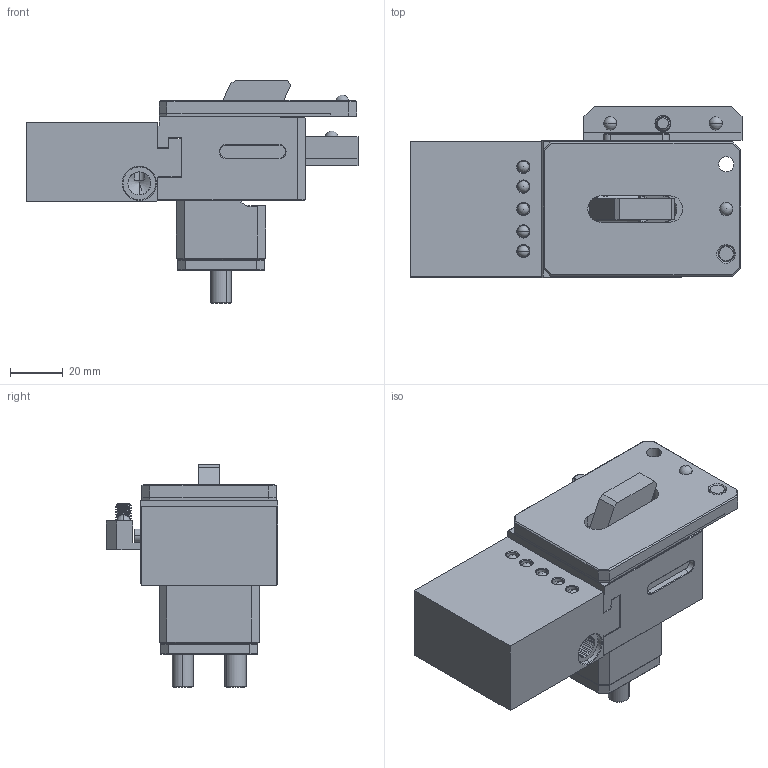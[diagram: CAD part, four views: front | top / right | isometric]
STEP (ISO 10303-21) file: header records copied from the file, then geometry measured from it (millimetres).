
FILE_DESCRIPTION (( 'STEP AP214' ), '1' );
FILE_NAME ('CR525019.STEP', '2024-07-22T12:56:46', ( '' ), ( '' ), 'SwSTEP 2.0', 'SolidWorks 2021', '' );
FILE_SCHEMA (( 'AUTOMOTIVE_DESIGN' ));
Length unit declared in the file: millimetre
Products named in the file (23): 9CR000000-T_91294A239; 9CS000000-G; 9CR424509-C; iman_8x4; torica_3.1x1i6; 9CS423009-T; iman_6x3; Junta_tor_4x1.5; 9CS523524-D2; 9CS523519-D1_rodons; 9CS523519-C; iman_6x2; 9CS523511-A; 9CR425009-G; 9CS523511-E; Bola_5; 9CR000000-F; iman_6x5; 9CR525011-B_9CS423009-sin taladro; iman_14x4; Chaveta_25x5; CR525019; Bola_4i5
Assembly tree (45 placements, depth 2):
  CR525019
    9CS523511-A
    iman_6x5
    iman_6x3  x2
    9CS523519-C
    9CS423009-T  x2
    9CS523511-E
    iman_6x2
    9CS523519-D1_rodons
    9CS523524-D2
    iman_14x4  x2
    iman_8x4  x6
    Bola_5  x3
    9CS000000-G
    torica_3.1x1i6
    Chaveta_25x5
    9CR525011-B_9CS423009-sin taladro
    9CR425009-G  x4
    9CR424509-C  x4
    9CR000000-F
    9CR000000-T_91294A239
    Bola_4i5  x5
    Junta_tor_4x1.5  x4
Bounding box: 126 x 65 x 84.6 mm (x, y, z)
Volume: 221716.8 mm3; surface area: 79494.8 mm2
Topology: 50 solids, 50 shells, 1337 faces, 3285 edges, 2063 vertices
Faces by surface type: plane 466, cylinder 334, bspline 201, cone 163, torus 157, sphere 16
Entity records: 50047 total; most frequent: CARTESIAN_POINT 22090, ORIENTED_EDGE 5178, DIRECTION 4415, EDGE_CURVE 2589, VERTEX_POINT 1650, AXIS2_PLACEMENT_3D 1545, LINE 1325, VECTOR 1325
